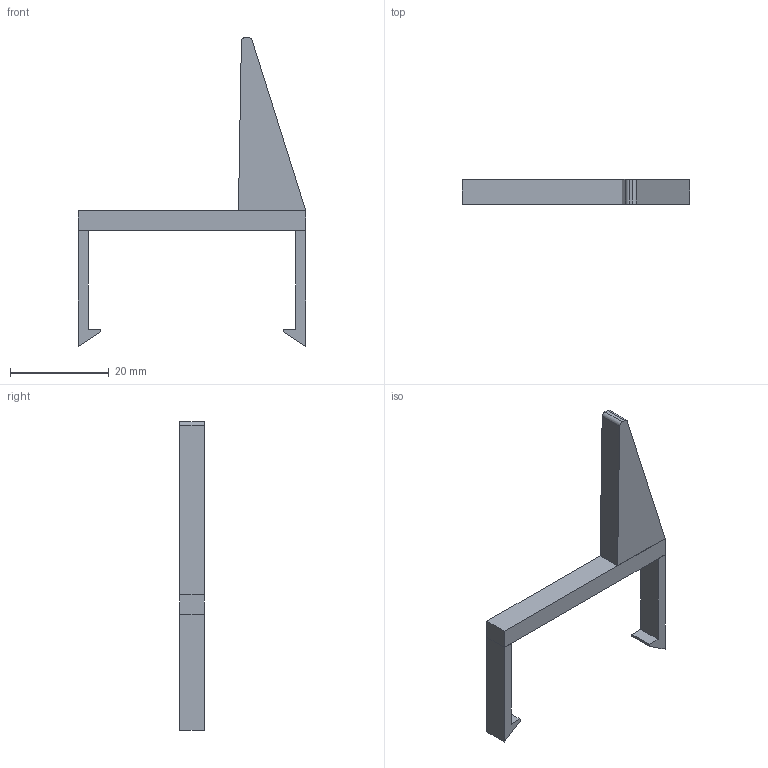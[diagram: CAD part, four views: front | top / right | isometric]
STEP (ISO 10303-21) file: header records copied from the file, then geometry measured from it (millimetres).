
FILE_DESCRIPTION(/* description */ ('STEP AP242','CAx-IF Rec.Pracs.---Representation and Presentation of Product Manufacturing Information (PMI)---4.0---2014-10-13','CAx-IF Rec.Pracs.---3D Tessellated Geometry---0.4---2014-09-14','2;1'),/* implementation_level */ '2;1');
FILE_NAME(/* name */ '6590abaa83b3106c15b0bce7',/* time_stamp */ '2023-12-30T23:45:47Z',/* author */ (''),/* organization */ (''),/* preprocessor_version */ 'ST-DEVELOPER v19.4',/* originating_system */ ' ',/* authorisation */ ' ');
FILE_SCHEMA (('AP242_MANAGED_MODEL_BASED_3D_ENGINEERING_MIM_LF { 1 0 10303 442 1 1 4 }'));
Length unit declared in the file: metre
Products named in the file (4): Support right; Clamp right; Clamp left; Base
Bounding box: 46 x 5 x 62.42 mm (x, y, z)
Volume: 2773.3 mm3; surface area: 2581.4 mm2
Topology: 4 solids, 4 shells, 30 faces, 66 edges, 44 vertices
Faces by surface type: plane 28, cylinder 2
Entity records: 913 total; most frequent: CARTESIAN_POINT 144, DIRECTION 138, ORIENTED_EDGE 132, EDGE_CURVE 66, LINE 62, VECTOR 62, VERTEX_POINT 44, AXIS2_PLACEMENT_3D 38
